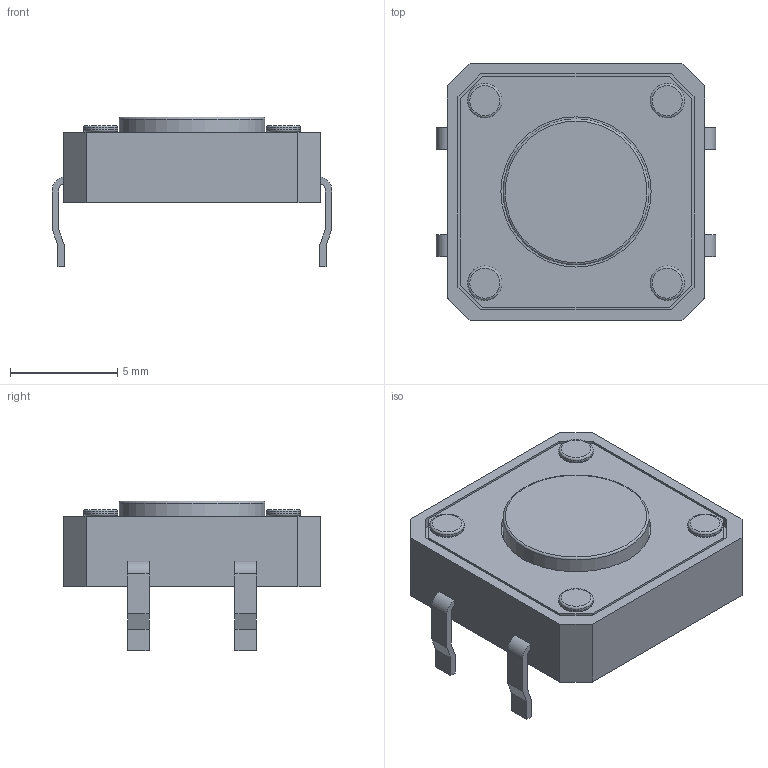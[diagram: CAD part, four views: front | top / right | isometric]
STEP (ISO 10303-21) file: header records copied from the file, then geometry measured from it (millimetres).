
FILE_DESCRIPTION(('FreeCAD Model'),'2;1');
FILE_NAME('Open CASCADE Shape Model','2021-12-26T13:42:48',( 'kicad StepUp'),('ksu MCAD'),'Open CASCADE STEP processor 7.5', 'FreeCAD','Unknown');
FILE_SCHEMA(('AUTOMOTIVE_DESIGN { 1 0 10303 214 1 1 1 1 }'));
Length unit declared in the file: millimetre
Products named in the file (1): PinAT_sp
Bounding box: 13.02 x 12 x 6.98 mm (x, y, z)
Volume: 474.8 mm3; surface area: 777.7 mm2
Topology: 3 solids, 3 shells, 110 faces, 252 edges, 165 vertices
Faces by surface type: plane 79, cylinder 22, torus 9
Full cylindrical faces by diameter (mm): 0.98 x4, 1 x4, 1.6 x4, 6.8 x1, 7 x1
Entity records: 3899 total; most frequent: DIRECTION 536, CARTESIAN_POINT 528, ORIENTED_EDGE 504, EDGE_CURVE 252, LINE 190, VECTOR 190, AXIS2_PLACEMENT_3D 173, VERTEX_POINT 165
